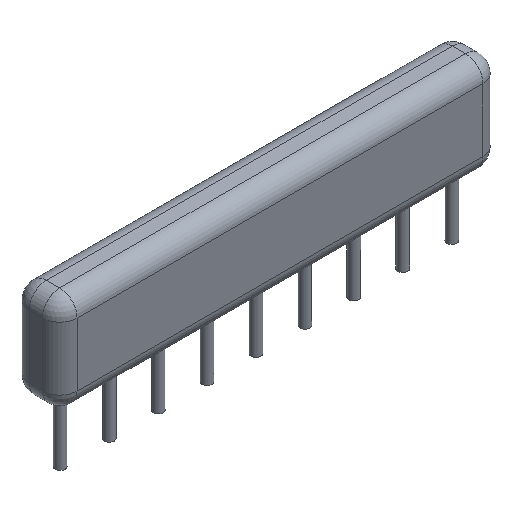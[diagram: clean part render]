
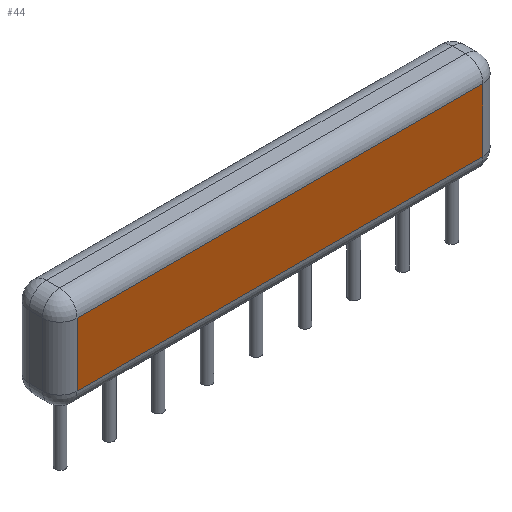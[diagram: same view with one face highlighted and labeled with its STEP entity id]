
A CAD part, isometric view. The second image highlights one B-rep face of the part: STEP entity #44.
In plain terms, the highlighted planar face has unit normal (0, -1, 0).
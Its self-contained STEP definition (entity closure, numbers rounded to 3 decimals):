
#13=DIRECTION('',(0.,0.,1.));
#14=DIRECTION('',(1.,0.,0.));
#44=ADVANCED_FACE('',(#45),#58,.F.);
#45=FACE_BOUND('',#46,.F.);
#46=EDGE_LOOP('',(#47,#79,#100,#118));
#47=ORIENTED_EDGE('',*,*,#48,.T.);
#48=EDGE_CURVE('',#49,#51,#53,.T.);
#49=VERTEX_POINT('',#50);
#50=CARTESIAN_POINT('',(-10.53,-1.245,0.9));
#51=VERTEX_POINT('',#52);
#52=CARTESIAN_POINT('',(-10.53,-1.245,4.18));
#53=SURFACE_CURVE('',#54,(#57,#68),.PCURVE_S1.);
#54=LINE('',#55,#56);
#55=CARTESIAN_POINT('',(-10.53,-1.245,0.));
#56=VECTOR('',#13,1.);
#57=PCURVE('',#58,#62);
#58=PLANE('',#59);
#59=AXIS2_PLACEMENT_3D('',#60,#61,#14);
#60=CARTESIAN_POINT('',(-11.43,-1.245,0.));
#61=DIRECTION('',(0.,1.,0.));
#62=DEFINITIONAL_REPRESENTATION('',(#63),#67);
#63=LINE('',#64,#65);
#64=CARTESIAN_POINT('',(0.9,0.));
#65=VECTOR('',#66,1.);
#66=DIRECTION('',(0.,-1.));
#67=( GEOMETRIC_REPRESENTATION_CONTEXT(2)PARAMETRIC_REPRESENTATION_CONTEXT() REPRESENTATION_CONTEXT('2D SPACE','') );
#68=PCURVE('',#69,#73);
#69=CYLINDRICAL_SURFACE('',#70,0.9);
#70=AXIS2_PLACEMENT_3D('',#71,#13,#72);
#71=CARTESIAN_POINT('',(-10.53,-0.345,0.));
#72=DIRECTION('',(0.,-1.,0.));
#73=DEFINITIONAL_REPRESENTATION('',(#74),#78);
#74=LINE('',#75,#76);
#75=CARTESIAN_POINT('',(0.,0.));
#76=VECTOR('',#77,1.);
#77=DIRECTION('',(0.,1.));
#78=( GEOMETRIC_REPRESENTATION_CONTEXT(2)PARAMETRIC_REPRESENTATION_CONTEXT() REPRESENTATION_CONTEXT('2D SPACE','') );
#79=ORIENTED_EDGE('',*,*,#80,.T.);
#80=EDGE_CURVE('',#51,#81,#83,.T.);
#81=VERTEX_POINT('',#82);
#82=CARTESIAN_POINT('',(10.53,-1.245,4.18));
#83=SURFACE_CURVE('',#84,(#87,#94),.PCURVE_S1.);
#84=LINE('',#85,#86);
#85=CARTESIAN_POINT('',(-11.43,-1.245,4.18));
#86=VECTOR('',#14,1.);
#87=PCURVE('',#58,#88);
#88=DEFINITIONAL_REPRESENTATION('',(#89),#93);
#89=LINE('',#90,#91);
#90=CARTESIAN_POINT('',(0.,-4.18));
#91=VECTOR('',#92,1.);
#92=DIRECTION('',(1.,0.));
#93=( GEOMETRIC_REPRESENTATION_CONTEXT(2)PARAMETRIC_REPRESENTATION_CONTEXT() REPRESENTATION_CONTEXT('2D SPACE','') );
#94=PCURVE('',#95,#98);
#95=CYLINDRICAL_SURFACE('',#96,0.9);
#96=AXIS2_PLACEMENT_3D('',#97,#14,#72);
#97=CARTESIAN_POINT('',(-11.43,-0.345,4.18));
#98=DEFINITIONAL_REPRESENTATION('',(#74),#99);
#99=( GEOMETRIC_REPRESENTATION_CONTEXT(2)PARAMETRIC_REPRESENTATION_CONTEXT() REPRESENTATION_CONTEXT('2D SPACE','') );
#100=ORIENTED_EDGE('',*,*,#101,.F.);
#101=EDGE_CURVE('',#102,#81,#104,.T.);
#102=VERTEX_POINT('',#103);
#103=CARTESIAN_POINT('',(10.53,-1.245,0.9));
#104=SURFACE_CURVE('',#105,(#107,#112),.PCURVE_S1.);
#105=LINE('',#106,#56);
#106=CARTESIAN_POINT('',(10.53,-1.245,0.));
#107=PCURVE('',#58,#108);
#108=DEFINITIONAL_REPRESENTATION('',(#109),#111);
#109=LINE('',#110,#65);
#110=CARTESIAN_POINT('',(21.96,0.));
#111=( GEOMETRIC_REPRESENTATION_CONTEXT(2)PARAMETRIC_REPRESENTATION_CONTEXT() REPRESENTATION_CONTEXT('2D SPACE','') );
#112=PCURVE('',#113,#116);
#113=CYLINDRICAL_SURFACE('',#114,0.9);
#114=AXIS2_PLACEMENT_3D('',#115,#13,#72);
#115=CARTESIAN_POINT('',(10.53,-0.345,0.));
#116=DEFINITIONAL_REPRESENTATION('',(#74),#117);
#117=( GEOMETRIC_REPRESENTATION_CONTEXT(2)PARAMETRIC_REPRESENTATION_CONTEXT() REPRESENTATION_CONTEXT('2D SPACE','') );
#118=ORIENTED_EDGE('',*,*,#119,.F.);
#119=EDGE_CURVE('',#49,#102,#120,.T.);
#120=SURFACE_CURVE('',#121,(#123,#128),.PCURVE_S1.);
#121=LINE('',#122,#86);
#122=CARTESIAN_POINT('',(-11.43,-1.245,0.9));
#123=PCURVE('',#58,#124);
#124=DEFINITIONAL_REPRESENTATION('',(#125),#127);
#125=LINE('',#126,#91);
#126=CARTESIAN_POINT('',(0.,-0.9));
#127=( GEOMETRIC_REPRESENTATION_CONTEXT(2)PARAMETRIC_REPRESENTATION_CONTEXT() REPRESENTATION_CONTEXT('2D SPACE','') );
#128=PCURVE('',#129,#132);
#129=CYLINDRICAL_SURFACE('',#130,0.9);
#130=AXIS2_PLACEMENT_3D('',#131,#14,#72);
#131=CARTESIAN_POINT('',(-11.43,-0.345,0.9));
#132=DEFINITIONAL_REPRESENTATION('',(#74),#133);
#133=( GEOMETRIC_REPRESENTATION_CONTEXT(2)PARAMETRIC_REPRESENTATION_CONTEXT() REPRESENTATION_CONTEXT('2D SPACE','') );
